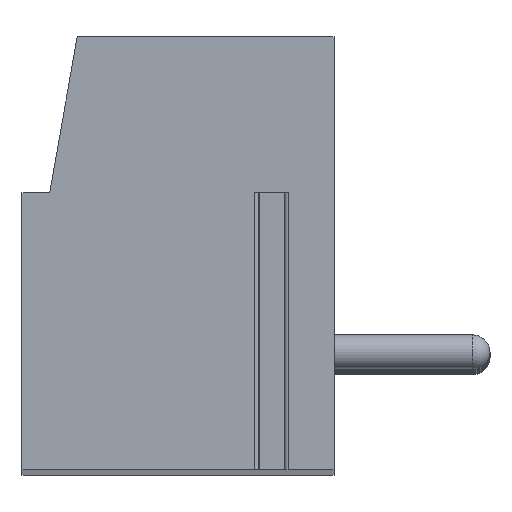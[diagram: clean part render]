
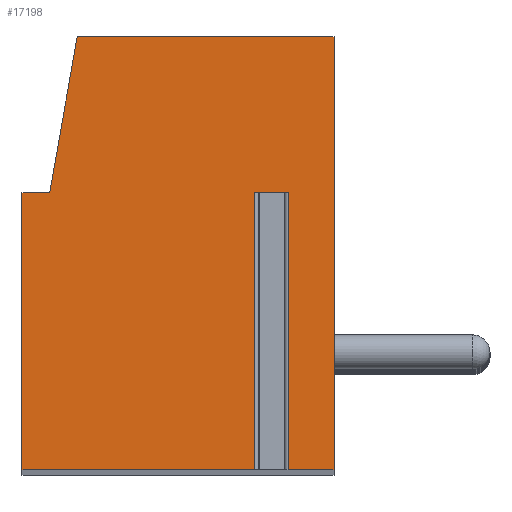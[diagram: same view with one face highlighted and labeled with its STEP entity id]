
A CAD part, top view. The second image highlights one B-rep face of the part: STEP entity #17198.
In plain terms, the highlighted planar face has unit normal (0, 0, 1).
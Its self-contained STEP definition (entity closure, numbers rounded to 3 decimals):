
#13=DIRECTION('',(-1.,0.,0.));
#14=VECTOR('',#13,0.958);
#15=CARTESIAN_POINT('',(3.179,1.75,87.5));
#16=LINE('',#15,#14);
#17=DIRECTION('',(0.,-1.,0.));
#18=VECTOR('',#17,8.);
#19=CARTESIAN_POINT('',(2.221,1.75,87.5));
#20=LINE('',#19,#18);
#21=DIRECTION('',(1.,0.,0.));
#22=VECTOR('',#21,6.721);
#23=CARTESIAN_POINT('',(-4.5,-6.25,87.5));
#24=LINE('',#23,#22);
#25=DIRECTION('',(0.,-1.,0.));
#26=VECTOR('',#25,8.);
#27=CARTESIAN_POINT('',(-4.5,1.75,87.5));
#28=LINE('',#27,#26);
#29=DIRECTION('',(-1.,0.,0.));
#30=VECTOR('',#29,0.8);
#31=CARTESIAN_POINT('',(-3.7,1.75,87.5));
#32=LINE('',#31,#30);
#33=DIRECTION('',(-0.174,-0.985,0.));
#34=VECTOR('',#33,4.569);
#35=CARTESIAN_POINT('',(-2.907,6.25,87.5));
#36=LINE('',#35,#34);
#37=DIRECTION('',(-1.,0.,0.));
#38=VECTOR('',#37,7.407);
#39=CARTESIAN_POINT('',(4.5,6.25,87.5));
#40=LINE('',#39,#38);
#41=DIRECTION('',(0.,1.,0.));
#42=VECTOR('',#41,12.5);
#43=CARTESIAN_POINT('',(4.5,-6.25,87.5));
#44=LINE('',#43,#42);
#45=DIRECTION('',(1.,0.,0.));
#46=VECTOR('',#45,1.321);
#47=CARTESIAN_POINT('',(3.179,-6.25,87.5));
#48=LINE('',#47,#46);
#49=DIRECTION('',(0.,-1.,0.));
#50=VECTOR('',#49,8.);
#51=CARTESIAN_POINT('',(3.179,1.75,87.5));
#52=LINE('',#51,#50);
#13613=CARTESIAN_POINT('',(-2.907,6.25,87.5));
#13614=CARTESIAN_POINT('',(-3.7,1.75,87.5));
#13615=VERTEX_POINT('',#13613);
#13616=VERTEX_POINT('',#13614);
#13617=CARTESIAN_POINT('',(-4.5,1.75,87.5));
#13618=VERTEX_POINT('',#13617);
#13619=CARTESIAN_POINT('',(-4.5,-6.25,87.5));
#13620=VERTEX_POINT('',#13619);
#13621=CARTESIAN_POINT('',(4.5,-6.25,87.5));
#13622=CARTESIAN_POINT('',(4.5,6.25,87.5));
#13623=VERTEX_POINT('',#13621);
#13624=VERTEX_POINT('',#13622);
#13681=CARTESIAN_POINT('',(3.179,1.75,87.5));
#13682=CARTESIAN_POINT('',(2.221,1.75,87.5));
#13683=VERTEX_POINT('',#13681);
#13684=VERTEX_POINT('',#13682);
#13685=CARTESIAN_POINT('',(3.179,-6.25,87.5));
#13686=VERTEX_POINT('',#13685);
#13687=CARTESIAN_POINT('',(2.221,-6.25,87.5));
#13688=VERTEX_POINT('',#13687);
#17171=CARTESIAN_POINT('',(0.,0.,87.5));
#17172=DIRECTION('',(0.,0.,1.));
#17173=DIRECTION('',(1.,0.,0.));
#17174=AXIS2_PLACEMENT_3D('',#17171,#17172,#17173);
#17175=PLANE('',#17174);
#17177=ORIENTED_EDGE('',*,*,#17176,.T.);
#17179=ORIENTED_EDGE('',*,*,#17178,.T.);
#17181=ORIENTED_EDGE('',*,*,#17180,.F.);
#17183=ORIENTED_EDGE('',*,*,#17182,.F.);
#17185=ORIENTED_EDGE('',*,*,#17184,.F.);
#17187=ORIENTED_EDGE('',*,*,#17186,.F.);
#17189=ORIENTED_EDGE('',*,*,#17188,.F.);
#17191=ORIENTED_EDGE('',*,*,#17190,.F.);
#17193=ORIENTED_EDGE('',*,*,#17192,.F.);
#17195=ORIENTED_EDGE('',*,*,#17194,.F.);
#17196=EDGE_LOOP('',(#17177,#17179,#17181,#17183,#17185,#17187,#17189,#17191,
#17193,#17195));
#17197=FACE_OUTER_BOUND('',#17196,.F.);
#17176=EDGE_CURVE('',#13683,#13684,#16,.T.);
#17178=EDGE_CURVE('',#13684,#13688,#20,.T.);
#17180=EDGE_CURVE('',#13620,#13688,#24,.T.);
#17182=EDGE_CURVE('',#13618,#13620,#28,.T.);
#17184=EDGE_CURVE('',#13616,#13618,#32,.T.);
#17186=EDGE_CURVE('',#13615,#13616,#36,.T.);
#17188=EDGE_CURVE('',#13624,#13615,#40,.T.);
#17190=EDGE_CURVE('',#13623,#13624,#44,.T.);
#17192=EDGE_CURVE('',#13686,#13623,#48,.T.);
#17194=EDGE_CURVE('',#13683,#13686,#52,.T.);
#17198=ADVANCED_FACE('',(#17197),#17175,.T.);
